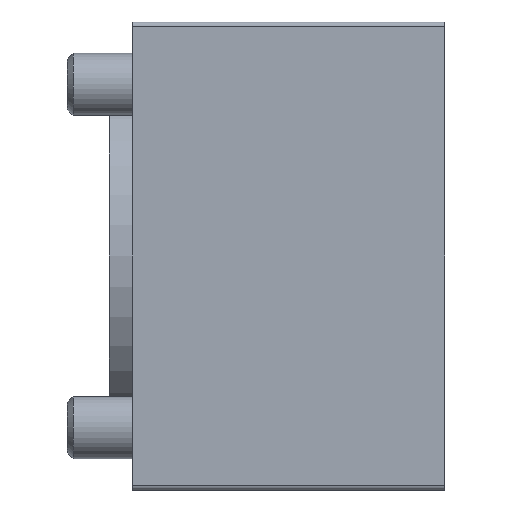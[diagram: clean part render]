
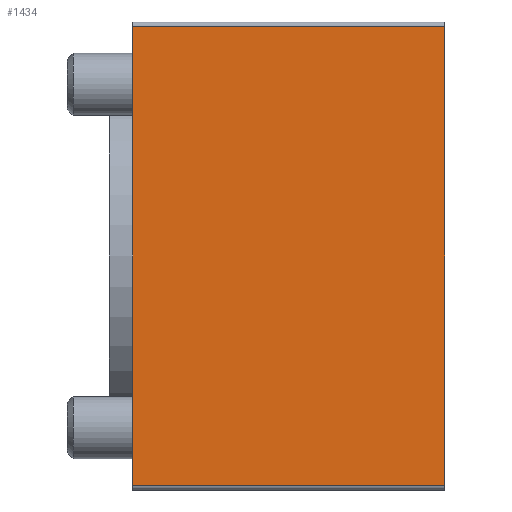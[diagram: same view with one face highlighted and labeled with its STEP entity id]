
A CAD part, left-side view. The second image highlights one B-rep face of the part: STEP entity #1434.
In plain terms, the highlighted planar face has unit normal (-1, 0, 0).
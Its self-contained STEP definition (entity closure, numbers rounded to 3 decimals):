
#91=LINE('',#2265,#179);
#103=LINE('',#2299,#191);
#104=LINE('',#2303,#192);
#105=LINE('',#2304,#193);
#179=VECTOR('',#1787,1000.);
#191=VECTOR('',#1821,1000.);
#192=VECTOR('',#1826,1000.);
#193=VECTOR('',#1827,1000.);
#317=ORIENTED_EDGE('',*,*,#631,.T.);
#318=ORIENTED_EDGE('',*,*,#629,.T.);
#319=ORIENTED_EDGE('',*,*,#632,.F.);
#320=ORIENTED_EDGE('',*,*,#612,.T.);
#612=EDGE_CURVE('',#774,#776,#91,.T.);
#629=EDGE_CURVE('',#788,#787,#103,.F.);
#631=EDGE_CURVE('',#776,#788,#104,.T.);
#632=EDGE_CURVE('',#774,#787,#105,.T.);
#774=VERTEX_POINT('',#2260);
#776=VERTEX_POINT('',#2264);
#787=VERTEX_POINT('',#2298);
#788=VERTEX_POINT('',#2300);
#998=EDGE_LOOP('',(#317,#318,#319,#320));
#1188=FACE_BOUND('',#998,.T.);
#1369=PLANE('',#1569);
#1434=ADVANCED_FACE('',(#1188),#1369,.F.);
#1569=AXIS2_PLACEMENT_3D('',#2302,#1824,#1825);
#1787=DIRECTION('',(0.,-1.,0.));
#1821=DIRECTION('',(0.,-1.,0.));
#1824=DIRECTION('',(1.,0.,0.));
#1825=DIRECTION('',(0.,0.,-1.));
#1826=DIRECTION('',(0.,0.,1.));
#1827=DIRECTION('',(0.,0.,1.));
#2260=CARTESIAN_POINT('',(-15.,0.,-14.7));
#2264=CARTESIAN_POINT('',(-15.,-20.,-14.7));
#2265=CARTESIAN_POINT('',(-15.,-10.,-14.7));
#2298=CARTESIAN_POINT('',(-15.,0.,14.7));
#2299=CARTESIAN_POINT('',(-15.,-10.,14.7));
#2300=CARTESIAN_POINT('',(-15.,-20.,14.7));
#2302=CARTESIAN_POINT('',(-15.,-10.,-15.));
#2303=CARTESIAN_POINT('',(-15.,-20.,-15.));
#2304=CARTESIAN_POINT('',(-15.,0.,-15.));
